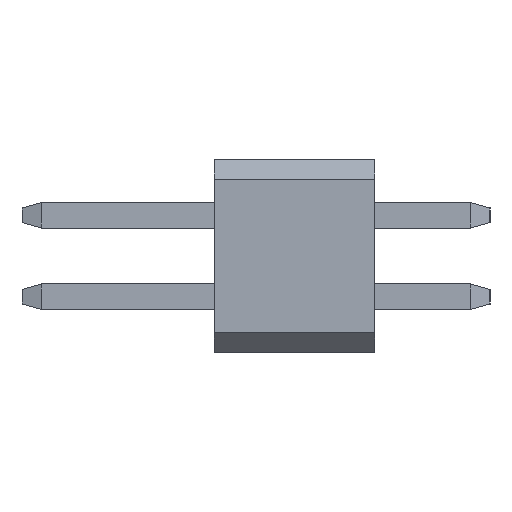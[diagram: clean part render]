
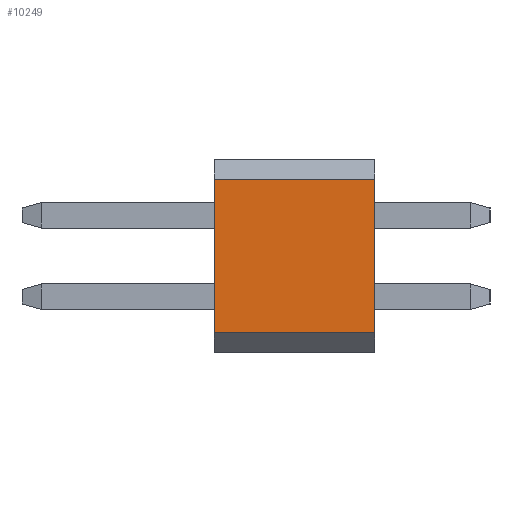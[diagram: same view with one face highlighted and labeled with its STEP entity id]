
A CAD part, left-side view. The second image highlights one B-rep face of the part: STEP entity #10249.
In plain terms, the highlighted planar face has unit normal (-1, 0, 0).
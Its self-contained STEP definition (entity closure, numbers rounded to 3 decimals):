
#7676=CARTESIAN_POINT('',(-0.635,0.,1.2));
#7677=VERTEX_POINT('',#7676);
#7684=CARTESIAN_POINT('',(-0.635,0.,-1.2));
#7685=VERTEX_POINT('',#7684);
#7686=CARTESIAN_POINT('',(-0.635,0.,1.2));
#7687=DIRECTION('',(0.,0.,-1.));
#7688=VECTOR('',#7687,2.4);
#7689=LINE('',#7686,#7688);
#7690=EDGE_CURVE('',#7677,#7685,#7689,.T.);
#8857=CARTESIAN_POINT('',(-0.635,2.5,-1.2));
#8858=VERTEX_POINT('',#8857);
#8865=CARTESIAN_POINT('',(-0.635,2.5,1.2));
#8866=VERTEX_POINT('',#8865);
#8867=CARTESIAN_POINT('',(-0.635,2.5,-1.2));
#8868=DIRECTION('',(0.,0.,1.));
#8869=VECTOR('',#8868,2.4);
#8870=LINE('',#8867,#8869);
#8871=EDGE_CURVE('',#8858,#8866,#8870,.T.);
#10221=CARTESIAN_POINT('',(-0.635,2.5,1.2));
#10222=DIRECTION('',(0.,-1.,0.));
#10223=VECTOR('',#10222,2.5);
#10224=LINE('',#10221,#10223);
#10225=EDGE_CURVE('',#8866,#7677,#10224,.T.);
#10233=CARTESIAN_POINT('',(-0.635,0.,-1.5));
#10234=DIRECTION('',(0.,0.,1.));
#10235=DIRECTION('',(-1.,0.,0.));
#10236=AXIS2_PLACEMENT_3D('',#10233,#10235,#10234);
#10237=PLANE('',#10236);
#10238=ORIENTED_EDGE('',*,*,#7690,.F.);
#10239=ORIENTED_EDGE('',*,*,#10225,.F.);
#10240=ORIENTED_EDGE('',*,*,#8871,.F.);
#10241=CARTESIAN_POINT('',(-0.635,2.5,-1.2));
#10242=DIRECTION('',(0.,-1.,0.));
#10243=VECTOR('',#10242,2.5);
#10244=LINE('',#10241,#10243);
#10245=EDGE_CURVE('',#8858,#7685,#10244,.T.);
#10246=ORIENTED_EDGE('',*,*,#10245,.T.);
#10247=EDGE_LOOP('',(#10238,#10239,#10240,#10246));
#10248=FACE_OUTER_BOUND('',#10247,.T.);
#10249=ADVANCED_FACE('',(#10248),#10237,.T.);
